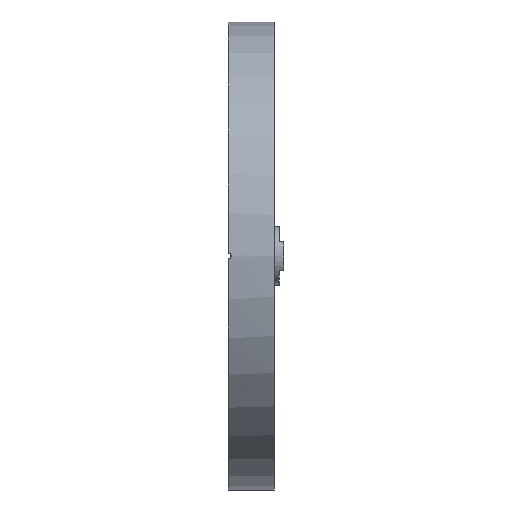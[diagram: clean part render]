
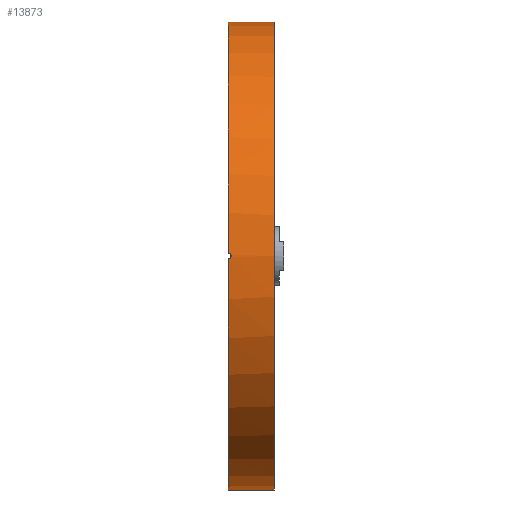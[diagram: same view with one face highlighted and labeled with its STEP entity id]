
A CAD part, left-side view. The second image highlights one B-rep face of the part: STEP entity #13873.
In plain terms, the highlighted cylindrical face has radius 76.2 mm (diameter 152.4 mm), a partial arc.
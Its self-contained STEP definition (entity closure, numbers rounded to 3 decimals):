
#302 = CARTESIAN_POINT ( 'NONE',  ( -76.193, -0.132, 1. ) ) ;
#370 = CARTESIAN_POINT ( 'NONE',  ( -76.2, -1., 0.131 ) ) ;
#951 = CARTESIAN_POINT ( 'NONE',  ( 0., -15., -76.2 ) ) ;
#1023 = AXIS2_PLACEMENT_3D ( 'NONE', #1935, #2877, #1067 ) ;
#1067 = DIRECTION ( 'NONE',  ( 0., 0., 1. ) ) ;
#1309 = CARTESIAN_POINT ( 'NONE',  ( -76.196, -0.615, 0.799 ) ) ;
#1444 = CARTESIAN_POINT ( 'NONE',  ( -76.2, -0.974, 0.263 ) ) ;
#1818 = EDGE_CURVE ( 'NONE', #6660, #8972, #3182, .T. ) ;
#1935 = CARTESIAN_POINT ( 'NONE',  ( 0., -15., 0. ) ) ;
#2179 = AXIS2_PLACEMENT_3D ( 'NONE', #4389, #9773, #3385 ) ;
#2398 = CARTESIAN_POINT ( 'NONE',  ( -76.2, -0.974, -0.261 ) ) ;
#2624 = ORIENTED_EDGE ( 'NONE', *, *, #10554, .T. ) ;
#2680 = CARTESIAN_POINT ( 'NONE',  ( -76.195, -0.504, 0.874 ) ) ;
#2877 = DIRECTION ( 'NONE',  ( 0., 1., 0. ) ) ;
#2998 = VERTEX_POINT ( 'NONE', #13521 ) ;
#3182 = LINE ( 'NONE', #3393, #3938 ) ;
#3385 = DIRECTION ( 'NONE',  ( 0., 0., 1. ) ) ;
#3393 = CARTESIAN_POINT ( 'NONE',  ( 0., -15., -76.2 ) ) ;
#3435 = VERTEX_POINT ( 'NONE', #3604 ) ;
#3604 = CARTESIAN_POINT ( 'NONE',  ( -76.193, 0., -1. ) ) ;
#3717 = ORIENTED_EDGE ( 'NONE', *, *, #5813, .T. ) ;
#3938 = VECTOR ( 'NONE', #13275, 1000. ) ;
#4109 = FACE_OUTER_BOUND ( 'NONE', #7822, .T. ) ;
#4389 = CARTESIAN_POINT ( 'NONE',  ( 0., 0., 0. ) ) ;
#4417 = DIRECTION ( 'NONE',  ( 0., 0., 1. ) ) ;
#4418 = LINE ( 'NONE', #13305, #7356 ) ;
#4427 = ORIENTED_EDGE ( 'NONE', *, *, #12757, .F. ) ;
#4698 = CARTESIAN_POINT ( 'NONE',  ( -76.198, -0.874, -0.503 ) ) ;
#4780 = CARTESIAN_POINT ( 'NONE',  ( 0., 0., -76.2 ) ) ;
#4948 = EDGE_CURVE ( 'NONE', #2998, #10216, #4418, .T. ) ;
#5070 = CARTESIAN_POINT ( 'NONE',  ( 0., 0., 0. ) ) ;
#5812 = ORIENTED_EDGE ( 'NONE', *, *, #4948, .T. ) ;
#5813 = EDGE_CURVE ( 'NONE', #6660, #2998, #10194, .T. ) ;
#5976 = ORIENTED_EDGE ( 'NONE', *, *, #1818, .F. ) ;
#6376 = AXIS2_PLACEMENT_3D ( 'NONE', #5070, #10597, #8434 ) ;
#6660 = VERTEX_POINT ( 'NONE', #951 ) ;
#6823 = CARTESIAN_POINT ( 'NONE',  ( -76.198, -0.801, -0.613 ) ) ;
#7117 = CARTESIAN_POINT ( 'NONE',  ( -76.195, -0.521, -0.893 ) ) ;
#7356 = VECTOR ( 'NONE', #12209, 1000. ) ;
#7782 = CIRCLE ( 'NONE', #6376, 76.2 ) ;
#7822 = EDGE_LOOP ( 'NONE', ( #5976, #3717, #5812, #7949, #2624, #4427 ) ) ;
#7949 = ORIENTED_EDGE ( 'NONE', *, *, #10225, .F. ) ;
#8069 = CARTESIAN_POINT ( 'NONE',  ( -76.193, -0.264, -1. ) ) ;
#8135 = CARTESIAN_POINT ( 'NONE',  ( -76.194, -0.262, 0.974 ) ) ;
#8434 = DIRECTION ( 'NONE',  ( 0., 0., 1. ) ) ;
#8972 = VERTEX_POINT ( 'NONE', #4780 ) ;
#9037 = CARTESIAN_POINT ( 'NONE',  ( -76.193, 0., 1. ) ) ;
#9084 = CARTESIAN_POINT ( 'NONE',  ( -76.2, -1., -0.13 ) ) ;
#9125 = CIRCLE ( 'NONE', #2179, 76.2 ) ;
#9292 = CARTESIAN_POINT ( 'NONE',  ( -76.198, -0.799, 0.615 ) ) ;
#9773 = DIRECTION ( 'NONE',  ( 0., 1., 0. ) ) ;
#10092 = VERTEX_POINT ( 'NONE', #9037 ) ;
#10171 = CARTESIAN_POINT ( 'NONE',  ( -76.193, 0., 1. ) ) ;
#10194 = CIRCLE ( 'NONE', #13213, 76.2 ) ;
#10216 = VERTEX_POINT ( 'NONE', #13005 ) ;
#10225 = EDGE_CURVE ( 'NONE', #10092, #10216, #7782, .T. ) ;
#10554 = EDGE_CURVE ( 'NONE', #10092, #3435, #10726, .T. ) ;
#10597 = DIRECTION ( 'NONE',  ( 0., 1., 0. ) ) ;
#10726 = B_SPLINE_CURVE_WITH_KNOTS ( 'NONE', 3,
 ( #10171, #302, #8135, #2680, #1309, #9292, #13525, #1444, #370, #9084, #2398, #4698, #6823, #7117, #8069, #11536 ),
 .UNSPECIFIED., .F., .F.,
 ( 4, 2, 2, 2, 2, 2, 2, 4 ),
 ( 0., 0., 0.001, 0.001, 0.002, 0.002, 0.002, 0.003 ),
 .UNSPECIFIED. ) ;
#11113 = DIRECTION ( 'NONE',  ( 0., 1., 0. ) ) ;
#11536 = CARTESIAN_POINT ( 'NONE',  ( -76.193, 0., -1. ) ) ;
#11874 = CYLINDRICAL_SURFACE ( 'NONE', #1023, 76.2 ) ;
#12209 = DIRECTION ( 'NONE',  ( 0., 1., 0. ) ) ;
#12402 = CARTESIAN_POINT ( 'NONE',  ( 0., -15., 0. ) ) ;
#12757 = EDGE_CURVE ( 'NONE', #8972, #3435, #9125, .T. ) ;
#13005 = CARTESIAN_POINT ( 'NONE',  ( 0., 0., 76.2 ) ) ;
#13213 = AXIS2_PLACEMENT_3D ( 'NONE', #12402, #11113, #4417 ) ;
#13275 = DIRECTION ( 'NONE',  ( 0., 1., 0. ) ) ;
#13305 = CARTESIAN_POINT ( 'NONE',  ( 0., -15., 76.2 ) ) ;
#13521 = CARTESIAN_POINT ( 'NONE',  ( 0., -15., 76.2 ) ) ;
#13525 = CARTESIAN_POINT ( 'NONE',  ( -76.198, -0.874, 0.503 ) ) ;
#13873 = ADVANCED_FACE ( 'NONE', ( #4109 ), #11874, .T. ) ;
